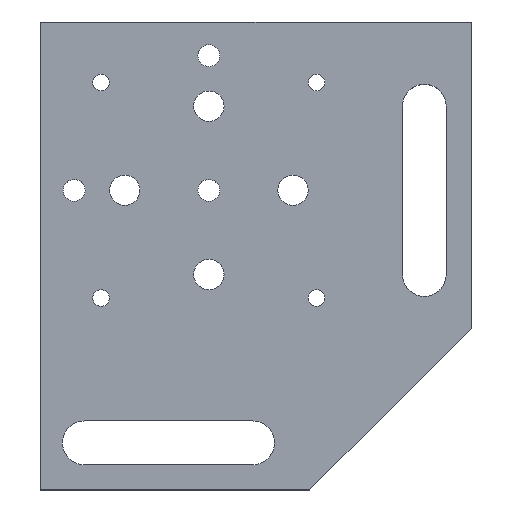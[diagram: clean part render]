
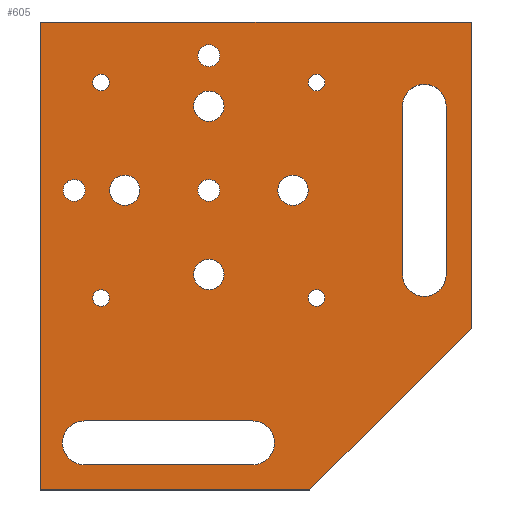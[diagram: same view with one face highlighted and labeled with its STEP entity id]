
A CAD part, top view. The second image highlights one B-rep face of the part: STEP entity #605.
In plain terms, the highlighted planar face has unit normal (0, 0, 1).
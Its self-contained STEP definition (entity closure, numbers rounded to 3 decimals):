
#22=LINE('',#959,#53);
#25=LINE('',#968,#56);
#30=LINE('',#983,#61);
#33=LINE('',#992,#64);
#36=LINE('',#1000,#67);
#39=LINE('',#1006,#70);
#42=LINE('',#1012,#73);
#45=LINE('',#1018,#76);
#48=LINE('',#1022,#79);
#53=VECTOR('',#796,25.);
#56=VECTOR('',#807,25.);
#61=VECTOR('',#820,25.);
#64=VECTOR('',#831,25.);
#67=VECTOR('',#836,69.5);
#70=VECTOR('',#841,64.);
#73=VECTOR('',#846,45.5);
#76=VECTOR('',#851,33.941);
#79=VECTOR('',#856,40.);
#118=FACE_BOUND('',#229,.T.);
#119=FACE_BOUND('',#230,.T.);
#120=FACE_BOUND('',#231,.T.);
#121=FACE_BOUND('',#232,.T.);
#122=FACE_BOUND('',#233,.T.);
#123=FACE_BOUND('',#234,.T.);
#124=FACE_BOUND('',#235,.T.);
#125=FACE_BOUND('',#236,.T.);
#126=FACE_BOUND('',#237,.T.);
#127=FACE_BOUND('',#238,.T.);
#128=FACE_BOUND('',#239,.T.);
#129=FACE_BOUND('',#240,.T.);
#130=FACE_BOUND('',#241,.T.);
#131=FACE_BOUND('',#242,.T.);
#229=EDGE_LOOP('',(#510));
#230=EDGE_LOOP('',(#511));
#231=EDGE_LOOP('',(#512));
#232=EDGE_LOOP('',(#513));
#233=EDGE_LOOP('',(#514));
#234=EDGE_LOOP('',(#515));
#235=EDGE_LOOP('',(#516));
#236=EDGE_LOOP('',(#517));
#237=EDGE_LOOP('',(#518));
#238=EDGE_LOOP('',(#519));
#239=EDGE_LOOP('',(#520));
#240=EDGE_LOOP('',(#521,#522,#523,#524));
#241=EDGE_LOOP('',(#525,#526,#527,#528));
#242=EDGE_LOOP('',(#529,#530,#531,#532,#533));
#260=CIRCLE('',#616,2.25);
#264=CIRCLE('',#623,2.25);
#268=CIRCLE('',#630,2.25);
#272=CIRCLE('',#637,2.25);
#274=CIRCLE('',#640,1.621);
#276=CIRCLE('',#643,1.621);
#278=CIRCLE('',#646,1.621);
#280=CIRCLE('',#649,1.23);
#282=CIRCLE('',#652,1.23);
#284=CIRCLE('',#655,1.23);
#286=CIRCLE('',#658,1.23);
#288=CIRCLE('',#661,3.25);
#290=CIRCLE('',#665,3.25);
#292=CIRCLE('',#669,3.25);
#294=CIRCLE('',#673,3.25);
#298=VERTEX_POINT('',#875);
#302=VERTEX_POINT('',#886);
#306=VERTEX_POINT('',#897);
#310=VERTEX_POINT('',#908);
#312=VERTEX_POINT('',#913);
#314=VERTEX_POINT('',#918);
#316=VERTEX_POINT('',#923);
#318=VERTEX_POINT('',#928);
#320=VERTEX_POINT('',#933);
#322=VERTEX_POINT('',#938);
#324=VERTEX_POINT('',#943);
#327=VERTEX_POINT('',#949);
#328=VERTEX_POINT('',#951);
#330=VERTEX_POINT('',#957);
#332=VERTEX_POINT('',#963);
#335=VERTEX_POINT('',#973);
#336=VERTEX_POINT('',#975);
#338=VERTEX_POINT('',#981);
#340=VERTEX_POINT('',#987);
#343=VERTEX_POINT('',#997);
#344=VERTEX_POINT('',#999);
#346=VERTEX_POINT('',#1005);
#348=VERTEX_POINT('',#1011);
#350=VERTEX_POINT('',#1017);
#354=EDGE_CURVE('',#298,#298,#260,.T.);
#358=EDGE_CURVE('',#302,#302,#264,.T.);
#362=EDGE_CURVE('',#306,#306,#268,.T.);
#366=EDGE_CURVE('',#310,#310,#272,.T.);
#368=EDGE_CURVE('',#312,#312,#274,.T.);
#370=EDGE_CURVE('',#314,#314,#276,.T.);
#372=EDGE_CURVE('',#316,#316,#278,.T.);
#374=EDGE_CURVE('',#318,#318,#280,.T.);
#376=EDGE_CURVE('',#320,#320,#282,.T.);
#378=EDGE_CURVE('',#322,#322,#284,.T.);
#380=EDGE_CURVE('',#324,#324,#286,.T.);
#383=EDGE_CURVE('',#328,#327,#288,.T.);
#387=EDGE_CURVE('',#327,#330,#22,.T.);
#390=EDGE_CURVE('',#330,#332,#290,.T.);
#392=EDGE_CURVE('',#332,#328,#25,.T.);
#395=EDGE_CURVE('',#336,#335,#292,.T.);
#399=EDGE_CURVE('',#335,#338,#30,.T.);
#402=EDGE_CURVE('',#338,#340,#294,.T.);
#404=EDGE_CURVE('',#340,#336,#33,.T.);
#407=EDGE_CURVE('',#344,#343,#36,.T.);
#410=EDGE_CURVE('',#346,#344,#39,.T.);
#413=EDGE_CURVE('',#348,#346,#42,.T.);
#416=EDGE_CURVE('',#350,#348,#45,.T.);
#419=EDGE_CURVE('',#343,#350,#48,.T.);
#510=ORIENTED_EDGE('',*,*,#354,.T.);
#511=ORIENTED_EDGE('',*,*,#358,.T.);
#512=ORIENTED_EDGE('',*,*,#362,.T.);
#513=ORIENTED_EDGE('',*,*,#366,.T.);
#514=ORIENTED_EDGE('',*,*,#368,.T.);
#515=ORIENTED_EDGE('',*,*,#370,.T.);
#516=ORIENTED_EDGE('',*,*,#372,.T.);
#517=ORIENTED_EDGE('',*,*,#374,.T.);
#518=ORIENTED_EDGE('',*,*,#376,.T.);
#519=ORIENTED_EDGE('',*,*,#378,.T.);
#520=ORIENTED_EDGE('',*,*,#380,.T.);
#521=ORIENTED_EDGE('',*,*,#383,.T.);
#522=ORIENTED_EDGE('',*,*,#387,.T.);
#523=ORIENTED_EDGE('',*,*,#390,.T.);
#524=ORIENTED_EDGE('',*,*,#392,.T.);
#525=ORIENTED_EDGE('',*,*,#395,.T.);
#526=ORIENTED_EDGE('',*,*,#399,.T.);
#527=ORIENTED_EDGE('',*,*,#402,.T.);
#528=ORIENTED_EDGE('',*,*,#404,.T.);
#529=ORIENTED_EDGE('',*,*,#419,.T.);
#530=ORIENTED_EDGE('',*,*,#416,.T.);
#531=ORIENTED_EDGE('',*,*,#413,.T.);
#532=ORIENTED_EDGE('',*,*,#410,.T.);
#533=ORIENTED_EDGE('',*,*,#407,.T.);
#571=PLANE('',#680);
#605=ADVANCED_FACE('',(#118,#119,#120,#121,#122,#123,#124,#125,#126,#127,
#128,#129,#130,#131),#571,.T.);
#616=AXIS2_PLACEMENT_3D('',#876,#698,#699);
#623=AXIS2_PLACEMENT_3D('',#887,#712,#713);
#630=AXIS2_PLACEMENT_3D('',#898,#726,#727);
#637=AXIS2_PLACEMENT_3D('',#909,#740,#741);
#640=AXIS2_PLACEMENT_3D('',#914,#746,#747);
#643=AXIS2_PLACEMENT_3D('',#919,#752,#753);
#646=AXIS2_PLACEMENT_3D('',#924,#758,#759);
#649=AXIS2_PLACEMENT_3D('',#929,#764,#765);
#652=AXIS2_PLACEMENT_3D('',#934,#770,#771);
#655=AXIS2_PLACEMENT_3D('',#939,#776,#777);
#658=AXIS2_PLACEMENT_3D('',#944,#782,#783);
#661=AXIS2_PLACEMENT_3D('',#952,#789,#790);
#665=AXIS2_PLACEMENT_3D('',#965,#802,#803);
#669=AXIS2_PLACEMENT_3D('',#976,#813,#814);
#673=AXIS2_PLACEMENT_3D('',#989,#826,#827);
#680=AXIS2_PLACEMENT_3D('',#1023,#857,#858);
#698=DIRECTION('center_axis',(0.,0.,-1.));
#699=DIRECTION('ref_axis',(-1.,0.,0.));
#712=DIRECTION('center_axis',(0.,0.,-1.));
#713=DIRECTION('ref_axis',(-1.,0.,0.));
#726=DIRECTION('center_axis',(0.,0.,-1.));
#727=DIRECTION('ref_axis',(-1.,0.,0.));
#740=DIRECTION('center_axis',(0.,0.,-1.));
#741=DIRECTION('ref_axis',(-1.,0.,0.));
#746=DIRECTION('center_axis',(0.,0.,-1.));
#747=DIRECTION('ref_axis',(1.,0.,0.));
#752=DIRECTION('center_axis',(0.,0.,-1.));
#753=DIRECTION('ref_axis',(1.,0.,0.));
#758=DIRECTION('center_axis',(0.,0.,-1.));
#759=DIRECTION('ref_axis',(1.,0.,0.));
#764=DIRECTION('center_axis',(0.,0.,-1.));
#765=DIRECTION('ref_axis',(1.,0.,0.));
#770=DIRECTION('center_axis',(0.,0.,-1.));
#771=DIRECTION('ref_axis',(1.,0.,0.));
#776=DIRECTION('center_axis',(0.,0.,-1.));
#777=DIRECTION('ref_axis',(1.,0.,0.));
#782=DIRECTION('center_axis',(0.,0.,-1.));
#783=DIRECTION('ref_axis',(1.,0.,0.));
#789=DIRECTION('center_axis',(0.,0.,-1.));
#790=DIRECTION('ref_axis',(1.,0.,0.));
#796=DIRECTION('',(0.,-1.,0.));
#802=DIRECTION('center_axis',(0.,0.,-1.));
#803=DIRECTION('ref_axis',(-1.,0.,0.));
#807=DIRECTION('',(0.,1.,0.));
#813=DIRECTION('center_axis',(0.,0.,-1.));
#814=DIRECTION('ref_axis',(0.,1.,0.));
#820=DIRECTION('',(1.,0.,0.));
#826=DIRECTION('center_axis',(0.,0.,-1.));
#827=DIRECTION('ref_axis',(0.,-1.,0.));
#831=DIRECTION('',(-1.,0.,0.));
#836=DIRECTION('',(0.,-1.,0.));
#841=DIRECTION('',(-1.,0.,0.));
#846=DIRECTION('',(0.,1.,0.));
#851=DIRECTION('',(0.707,0.707,0.));
#856=DIRECTION('',(1.,0.,0.));
#857=DIRECTION('center_axis',(0.,0.,1.));
#858=DIRECTION('ref_axis',(1.,0.,0.));
#875=CARTESIAN_POINT('',(14.75,44.5,6.));
#876=CARTESIAN_POINT('Origin',(12.5,44.5,6.));
#886=CARTESIAN_POINT('',(39.75,44.5,6.));
#887=CARTESIAN_POINT('Origin',(37.5,44.5,6.));
#897=CARTESIAN_POINT('',(27.25,57.,6.));
#898=CARTESIAN_POINT('Origin',(25.,57.,6.));
#908=CARTESIAN_POINT('',(27.25,32.,6.));
#909=CARTESIAN_POINT('Origin',(25.,32.,6.));
#913=CARTESIAN_POINT('',(26.621,44.5,6.));
#914=CARTESIAN_POINT('Origin',(25.,44.5,6.));
#918=CARTESIAN_POINT('',(6.621,44.5,6.));
#919=CARTESIAN_POINT('Origin',(5.,44.5,6.));
#923=CARTESIAN_POINT('',(26.621,64.5,6.));
#924=CARTESIAN_POINT('Origin',(25.,64.5,6.));
#928=CARTESIAN_POINT('',(42.23,28.5,6.));
#929=CARTESIAN_POINT('Origin',(41.,28.5,6.));
#933=CARTESIAN_POINT('',(10.23,60.5,6.));
#934=CARTESIAN_POINT('Origin',(9.,60.5,6.));
#938=CARTESIAN_POINT('',(10.23,28.5,6.));
#939=CARTESIAN_POINT('Origin',(9.,28.5,6.));
#943=CARTESIAN_POINT('',(42.23,60.5,6.));
#944=CARTESIAN_POINT('Origin',(41.,60.5,6.));
#949=CARTESIAN_POINT('',(60.25,57.,6.));
#951=CARTESIAN_POINT('',(53.75,57.,6.));
#952=CARTESIAN_POINT('Origin',(57.,57.,6.));
#957=CARTESIAN_POINT('',(60.25,32.,6.));
#959=CARTESIAN_POINT('',(60.25,34.577,6.));
#963=CARTESIAN_POINT('',(53.75,32.,6.));
#965=CARTESIAN_POINT('Origin',(57.,32.,6.));
#968=CARTESIAN_POINT('',(53.75,47.077,6.));
#973=CARTESIAN_POINT('',(6.5,10.25,6.));
#975=CARTESIAN_POINT('',(6.5,3.75,6.));
#976=CARTESIAN_POINT('Origin',(6.5,7.,6.));
#981=CARTESIAN_POINT('',(31.5,10.25,6.));
#983=CARTESIAN_POINT('',(30.625,10.25,6.));
#987=CARTESIAN_POINT('',(31.5,3.75,6.));
#989=CARTESIAN_POINT('Origin',(31.5,7.,6.));
#992=CARTESIAN_POINT('',(18.125,3.75,6.));
#997=CARTESIAN_POINT('',(0.,0.,6.));
#999=CARTESIAN_POINT('',(0.,69.5,6.));
#1000=CARTESIAN_POINT('',(0.,69.5,6.));
#1005=CARTESIAN_POINT('',(64.,69.5,6.));
#1006=CARTESIAN_POINT('',(64.,69.5,6.));
#1011=CARTESIAN_POINT('',(64.,24.,6.));
#1012=CARTESIAN_POINT('',(64.,24.,6.));
#1017=CARTESIAN_POINT('',(40.,0.,6.));
#1018=CARTESIAN_POINT('',(40.,0.,6.));
#1022=CARTESIAN_POINT('',(0.,0.,6.));
#1023=CARTESIAN_POINT('Origin',(29.75,37.153,6.));
